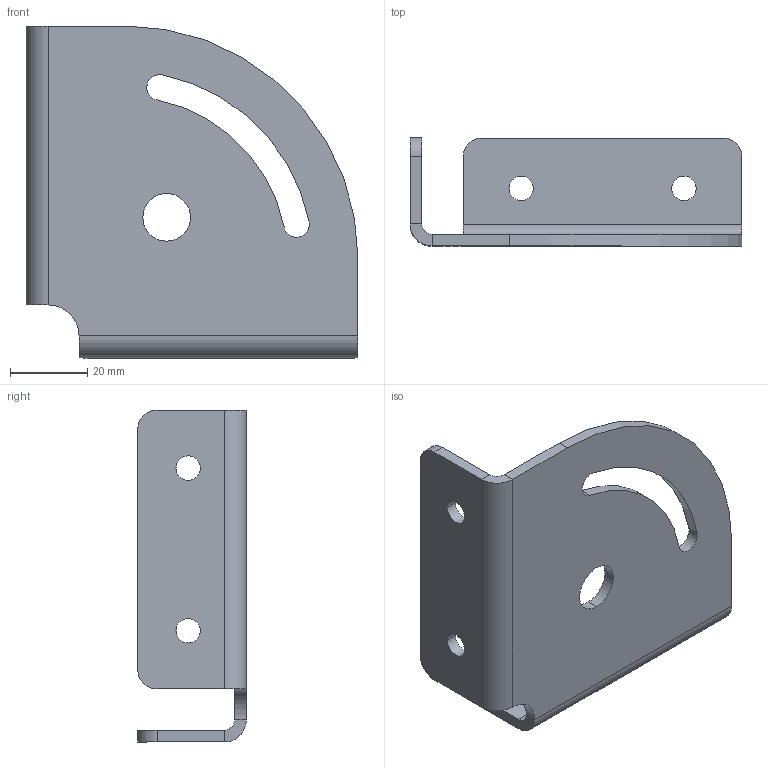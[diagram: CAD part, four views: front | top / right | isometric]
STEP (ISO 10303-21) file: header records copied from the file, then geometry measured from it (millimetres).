
FILE_DESCRIPTION (( 'STEP AP214' ), '1' );
FILE_NAME ('SNSD.30.52.45 Àäàïòåð äëÿ îïîðû 30(C15).STEP', '2015-03-23T08:36:29', ( 'XTreme.ws' ), ( 'XTreme.ws' ), 'SwSTEP 2.0', 'SolidWorks 2014', '' );
FILE_SCHEMA (( 'AUTOMOTIVE_DESIGN' ));
Length unit declared in the file: millimetre
Products named in the file (2): SNSD.30.52.45 Àäàïòåð äëÿ îïîðû 30(C15)
Bounding box: 85.7 x 28 x 85.7 mm (x, y, z)
Volume: 27267.9 mm3; surface area: 20105.8 mm2
Topology: 1 solids, 1 shells, 43 faces, 107 edges, 66 vertices
Faces by surface type: cylinder 25, plane 18
Entity records: 1356 total; most frequent: DIRECTION 247, CARTESIAN_POINT 218, ORIENTED_EDGE 214, EDGE_CURVE 107, AXIS2_PLACEMENT_3D 95, VERTEX_POINT 66, LINE 57, VECTOR 57
